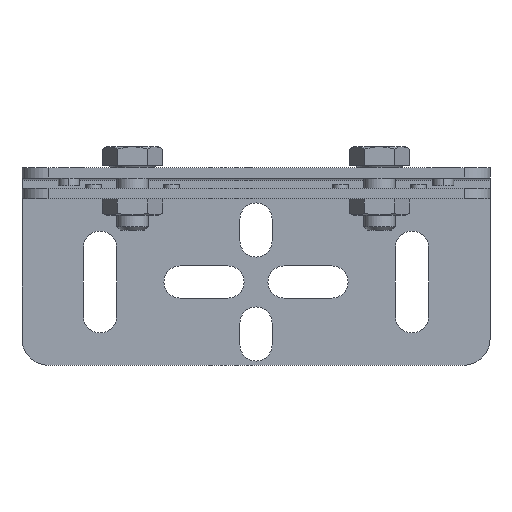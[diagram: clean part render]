
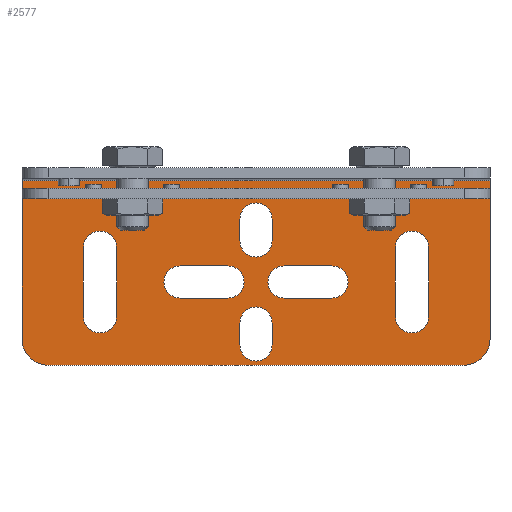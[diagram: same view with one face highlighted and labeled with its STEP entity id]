
A CAD part, front view. The second image highlights one B-rep face of the part: STEP entity #2577.
In plain terms, the highlighted planar face has unit normal (0, -1, 0).
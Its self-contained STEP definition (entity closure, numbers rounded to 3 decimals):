
#65=DIRECTION('',(0.,0.,-1.));
#66=VECTOR('',#65,30.5);
#67=CARTESIAN_POINT('',(-45.,-2.,-2.5));
#68=LINE('',#67,#66);
#69=CARTESIAN_POINT('',(-40.,-2.,-33.));
#70=DIRECTION('',(0.,-1.,0.));
#71=DIRECTION('',(-1.,0.,0.));
#72=AXIS2_PLACEMENT_3D('',#69,#70,#71);
#74=DIRECTION('',(1.,0.,0.));
#75=VECTOR('',#74,90.);
#76=CARTESIAN_POINT('',(-45.,-2.,-2.5));
#77=LINE('',#76,#75);
#78=CARTESIAN_POINT('',(40.,-2.,-33.));
#79=DIRECTION('',(0.,-1.,0.));
#80=DIRECTION('',(0.,0.,-1.));
#81=AXIS2_PLACEMENT_3D('',#78,#79,#80);
#83=CARTESIAN_POINT('',(0.,-2.,-34.1));
#84=DIRECTION('',(0.,-1.,0.));
#85=DIRECTION('',(-1.,0.,0.));
#86=AXIS2_PLACEMENT_3D('',#83,#84,#85);
#88=DIRECTION('',(0.,0.,1.));
#89=VECTOR('',#88,4.2);
#90=CARTESIAN_POINT('',(3.1,-2.,-34.1));
#91=LINE('',#90,#89);
#92=CARTESIAN_POINT('',(0.,-2.,-29.9));
#93=DIRECTION('',(0.,-1.,0.));
#94=DIRECTION('',(1.,0.,0.));
#95=AXIS2_PLACEMENT_3D('',#92,#93,#94);
#97=DIRECTION('',(0.,0.,-1.));
#98=VECTOR('',#97,4.2);
#99=CARTESIAN_POINT('',(-3.1,-2.,-29.9));
#100=LINE('',#99,#98);
#101=CARTESIAN_POINT('',(0.,-2.,-9.9));
#102=DIRECTION('',(0.,-1.,0.));
#103=DIRECTION('',(1.,0.,0.));
#104=AXIS2_PLACEMENT_3D('',#101,#102,#103);
#106=DIRECTION('',(0.,0.,-1.));
#107=VECTOR('',#106,4.2);
#108=CARTESIAN_POINT('',(-3.1,-2.,-9.9));
#109=LINE('',#108,#107);
#110=CARTESIAN_POINT('',(0.,-2.,-14.1));
#111=DIRECTION('',(0.,-1.,0.));
#112=DIRECTION('',(-1.,0.,0.));
#113=AXIS2_PLACEMENT_3D('',#110,#111,#112);
#115=DIRECTION('',(0.,0.,1.));
#116=VECTOR('',#115,4.2);
#117=CARTESIAN_POINT('',(3.1,-2.,-14.1));
#118=LINE('',#117,#116);
#119=CARTESIAN_POINT('',(14.6,-2.,-22.));
#120=DIRECTION('',(0.,-1.,0.));
#121=DIRECTION('',(0.,0.,-1.));
#122=AXIS2_PLACEMENT_3D('',#119,#120,#121);
#124=DIRECTION('',(-1.,0.,0.));
#125=VECTOR('',#124,9.2);
#126=CARTESIAN_POINT('',(14.6,-2.,-18.9));
#127=LINE('',#126,#125);
#128=CARTESIAN_POINT('',(5.4,-2.,-22.));
#129=DIRECTION('',(0.,-1.,0.));
#130=DIRECTION('',(0.,0.,1.));
#131=AXIS2_PLACEMENT_3D('',#128,#129,#130);
#133=DIRECTION('',(1.,0.,0.));
#134=VECTOR('',#133,9.2);
#135=CARTESIAN_POINT('',(5.4,-2.,-25.1));
#136=LINE('',#135,#134);
#137=CARTESIAN_POINT('',(-14.6,-2.,-22.));
#138=DIRECTION('',(0.,-1.,0.));
#139=DIRECTION('',(0.,0.,1.));
#140=AXIS2_PLACEMENT_3D('',#137,#138,#139);
#142=DIRECTION('',(1.,0.,0.));
#143=VECTOR('',#142,9.2);
#144=CARTESIAN_POINT('',(-14.6,-2.,-25.1));
#145=LINE('',#144,#143);
#146=CARTESIAN_POINT('',(-5.4,-2.,-22.));
#147=DIRECTION('',(0.,-1.,0.));
#148=DIRECTION('',(0.,0.,-1.));
#149=AXIS2_PLACEMENT_3D('',#146,#147,#148);
#151=DIRECTION('',(-1.,0.,0.));
#152=VECTOR('',#151,9.2);
#153=CARTESIAN_POINT('',(-5.4,-2.,-18.9));
#154=LINE('',#153,#152);
#155=CARTESIAN_POINT('',(30.,-2.,-28.6));
#156=DIRECTION('',(0.,-1.,0.));
#157=DIRECTION('',(-1.,0.,0.));
#158=AXIS2_PLACEMENT_3D('',#155,#156,#157);
#160=DIRECTION('',(0.,0.,1.));
#161=VECTOR('',#160,13.2);
#162=CARTESIAN_POINT('',(33.2,-2.,-28.6));
#163=LINE('',#162,#161);
#164=CARTESIAN_POINT('',(30.,-2.,-15.4));
#165=DIRECTION('',(0.,-1.,0.));
#166=DIRECTION('',(1.,0.,0.));
#167=AXIS2_PLACEMENT_3D('',#164,#165,#166);
#169=DIRECTION('',(0.,0.,-1.));
#170=VECTOR('',#169,13.2);
#171=CARTESIAN_POINT('',(26.8,-2.,-15.4));
#172=LINE('',#171,#170);
#173=CARTESIAN_POINT('',(-30.,-2.,-28.6));
#174=DIRECTION('',(0.,-1.,0.));
#175=DIRECTION('',(-1.,0.,0.));
#176=AXIS2_PLACEMENT_3D('',#173,#174,#175);
#178=DIRECTION('',(0.,0.,1.));
#179=VECTOR('',#178,13.2);
#180=CARTESIAN_POINT('',(-26.8,-2.,-28.6));
#181=LINE('',#180,#179);
#182=CARTESIAN_POINT('',(-30.,-2.,-15.4));
#183=DIRECTION('',(0.,-1.,0.));
#184=DIRECTION('',(1.,0.,0.));
#185=AXIS2_PLACEMENT_3D('',#182,#183,#184);
#187=DIRECTION('',(0.,0.,-1.));
#188=VECTOR('',#187,13.2);
#189=CARTESIAN_POINT('',(-33.2,-2.,-15.4));
#190=LINE('',#189,#188);
#473=DIRECTION('',(1.,0.,0.));
#474=VECTOR('',#473,80.);
#475=CARTESIAN_POINT('',(-40.,-2.,-38.));
#476=LINE('',#475,#474);
#485=DIRECTION('',(0.,0.,-1.));
#486=VECTOR('',#485,30.5);
#487=CARTESIAN_POINT('',(45.,-2.,-2.5));
#488=LINE('',#487,#486);
#1996=CARTESIAN_POINT('',(-45.,-2.,-2.5));
#1998=VERTEX_POINT('',#1996);
#2004=CARTESIAN_POINT('',(45.,-2.,-2.5));
#2006=VERTEX_POINT('',#2004);
#2007=CARTESIAN_POINT('',(-45.,-2.,-33.));
#2008=CARTESIAN_POINT('',(-40.,-2.,-38.));
#2009=VERTEX_POINT('',#2007);
#2010=VERTEX_POINT('',#2008);
#2019=CARTESIAN_POINT('',(40.,-2.,-38.));
#2020=VERTEX_POINT('',#2019);
#2021=CARTESIAN_POINT('',(45.,-2.,-33.));
#2022=VERTEX_POINT('',#2021);
#2087=CARTESIAN_POINT('',(-3.1,-2.,-34.1));
#2088=CARTESIAN_POINT('',(3.1,-2.,-34.1));
#2089=VERTEX_POINT('',#2087);
#2090=VERTEX_POINT('',#2088);
#2091=CARTESIAN_POINT('',(3.1,-2.,-29.9));
#2092=VERTEX_POINT('',#2091);
#2093=CARTESIAN_POINT('',(-3.1,-2.,-29.9));
#2094=VERTEX_POINT('',#2093);
#2103=CARTESIAN_POINT('',(3.1,-2.,-9.9));
#2104=CARTESIAN_POINT('',(-3.1,-2.,-9.9));
#2105=VERTEX_POINT('',#2103);
#2106=VERTEX_POINT('',#2104);
#2107=CARTESIAN_POINT('',(-3.1,-2.,-14.1));
#2108=VERTEX_POINT('',#2107);
#2109=CARTESIAN_POINT('',(3.1,-2.,-14.1));
#2110=VERTEX_POINT('',#2109);
#2127=CARTESIAN_POINT('',(14.6,-2.,-25.1));
#2128=CARTESIAN_POINT('',(14.6,-2.,-18.9));
#2129=VERTEX_POINT('',#2127);
#2130=VERTEX_POINT('',#2128);
#2131=CARTESIAN_POINT('',(5.4,-2.,-18.9));
#2132=VERTEX_POINT('',#2131);
#2133=CARTESIAN_POINT('',(5.4,-2.,-25.1));
#2134=VERTEX_POINT('',#2133);
#2135=CARTESIAN_POINT('',(-14.6,-2.,-18.9));
#2136=CARTESIAN_POINT('',(-14.6,-2.,-25.1));
#2137=VERTEX_POINT('',#2135);
#2138=VERTEX_POINT('',#2136);
#2139=CARTESIAN_POINT('',(-5.4,-2.,-25.1));
#2140=VERTEX_POINT('',#2139);
#2141=CARTESIAN_POINT('',(-5.4,-2.,-18.9));
#2142=VERTEX_POINT('',#2141);
#2159=CARTESIAN_POINT('',(26.8,-2.,-28.6));
#2160=CARTESIAN_POINT('',(33.2,-2.,-28.6));
#2161=VERTEX_POINT('',#2159);
#2162=VERTEX_POINT('',#2160);
#2163=CARTESIAN_POINT('',(33.2,-2.,-15.4));
#2164=VERTEX_POINT('',#2163);
#2165=CARTESIAN_POINT('',(26.8,-2.,-15.4));
#2166=VERTEX_POINT('',#2165);
#2167=CARTESIAN_POINT('',(-33.2,-2.,-28.6));
#2168=CARTESIAN_POINT('',(-26.8,-2.,-28.6));
#2169=VERTEX_POINT('',#2167);
#2170=VERTEX_POINT('',#2168);
#2171=CARTESIAN_POINT('',(-26.8,-2.,-15.4));
#2172=VERTEX_POINT('',#2171);
#2173=CARTESIAN_POINT('',(-33.2,-2.,-15.4));
#2174=VERTEX_POINT('',#2173);
#2500=CARTESIAN_POINT('',(-45.,-2.,-2.5));
#2501=DIRECTION('',(0.,-1.,0.));
#2502=DIRECTION('',(0.,0.,-1.));
#2503=AXIS2_PLACEMENT_3D('',#2500,#2501,#2502);
#2504=PLANE('',#2503);
#2505=ORIENTED_EDGE('',*,*,#2483,.F.);
#2506=ORIENTED_EDGE('',*,*,#2466,.F.);
#2508=ORIENTED_EDGE('',*,*,#2507,.T.);
#2510=ORIENTED_EDGE('',*,*,#2509,.T.);
#2512=ORIENTED_EDGE('',*,*,#2511,.F.);
#2514=ORIENTED_EDGE('',*,*,#2513,.F.);
#2515=EDGE_LOOP('',(#2505,#2506,#2508,#2510,#2512,#2514));
#2516=FACE_OUTER_BOUND('',#2515,.F.);
#2518=ORIENTED_EDGE('',*,*,#2517,.T.);
#2520=ORIENTED_EDGE('',*,*,#2519,.T.);
#2522=ORIENTED_EDGE('',*,*,#2521,.T.);
#2524=ORIENTED_EDGE('',*,*,#2523,.T.);
#2525=EDGE_LOOP('',(#2518,#2520,#2522,#2524));
#2526=FACE_BOUND('',#2525,.F.);
#2528=ORIENTED_EDGE('',*,*,#2527,.T.);
#2530=ORIENTED_EDGE('',*,*,#2529,.T.);
#2532=ORIENTED_EDGE('',*,*,#2531,.T.);
#2534=ORIENTED_EDGE('',*,*,#2533,.T.);
#2535=EDGE_LOOP('',(#2528,#2530,#2532,#2534));
#2536=FACE_BOUND('',#2535,.F.);
#2538=ORIENTED_EDGE('',*,*,#2537,.T.);
#2540=ORIENTED_EDGE('',*,*,#2539,.T.);
#2542=ORIENTED_EDGE('',*,*,#2541,.T.);
#2544=ORIENTED_EDGE('',*,*,#2543,.T.);
#2545=EDGE_LOOP('',(#2538,#2540,#2542,#2544));
#2546=FACE_BOUND('',#2545,.F.);
#2548=ORIENTED_EDGE('',*,*,#2547,.T.);
#2550=ORIENTED_EDGE('',*,*,#2549,.T.);
#2552=ORIENTED_EDGE('',*,*,#2551,.T.);
#2554=ORIENTED_EDGE('',*,*,#2553,.T.);
#2555=EDGE_LOOP('',(#2548,#2550,#2552,#2554));
#2556=FACE_BOUND('',#2555,.F.);
#2558=ORIENTED_EDGE('',*,*,#2557,.T.);
#2560=ORIENTED_EDGE('',*,*,#2559,.T.);
#2562=ORIENTED_EDGE('',*,*,#2561,.T.);
#2564=ORIENTED_EDGE('',*,*,#2563,.T.);
#2565=EDGE_LOOP('',(#2558,#2560,#2562,#2564));
#2566=FACE_BOUND('',#2565,.F.);
#2568=ORIENTED_EDGE('',*,*,#2567,.T.);
#2570=ORIENTED_EDGE('',*,*,#2569,.T.);
#2572=ORIENTED_EDGE('',*,*,#2571,.T.);
#2574=ORIENTED_EDGE('',*,*,#2573,.T.);
#2575=EDGE_LOOP('',(#2568,#2570,#2572,#2574));
#2576=FACE_BOUND('',#2575,.F.);
#2577=ADVANCED_FACE('',(#2516,#2526,#2536,#2546,#2556,#2566,#2576),#2504,.T.);
#73=CIRCLE('',#72,5.);
#82=CIRCLE('',#81,5.);
#87=CIRCLE('',#86,3.1);
#96=CIRCLE('',#95,3.1);
#105=CIRCLE('',#104,3.1);
#114=CIRCLE('',#113,3.1);
#123=CIRCLE('',#122,3.1);
#132=CIRCLE('',#131,3.1);
#141=CIRCLE('',#140,3.1);
#150=CIRCLE('',#149,3.1);
#159=CIRCLE('',#158,3.2);
#168=CIRCLE('',#167,3.2);
#177=CIRCLE('',#176,3.2);
#186=CIRCLE('',#185,3.2);
#2466=EDGE_CURVE('',#1998,#2009,#68,.T.);
#2483=EDGE_CURVE('',#2009,#2010,#73,.T.);
#2507=EDGE_CURVE('',#1998,#2006,#77,.T.);
#2509=EDGE_CURVE('',#2006,#2022,#488,.T.);
#2511=EDGE_CURVE('',#2020,#2022,#82,.T.);
#2513=EDGE_CURVE('',#2010,#2020,#476,.T.);
#2517=EDGE_CURVE('',#2089,#2090,#87,.T.);
#2519=EDGE_CURVE('',#2090,#2092,#91,.T.);
#2521=EDGE_CURVE('',#2092,#2094,#96,.T.);
#2523=EDGE_CURVE('',#2094,#2089,#100,.T.);
#2527=EDGE_CURVE('',#2105,#2106,#105,.T.);
#2529=EDGE_CURVE('',#2106,#2108,#109,.T.);
#2531=EDGE_CURVE('',#2108,#2110,#114,.T.);
#2533=EDGE_CURVE('',#2110,#2105,#118,.T.);
#2537=EDGE_CURVE('',#2129,#2130,#123,.T.);
#2539=EDGE_CURVE('',#2130,#2132,#127,.T.);
#2541=EDGE_CURVE('',#2132,#2134,#132,.T.);
#2543=EDGE_CURVE('',#2134,#2129,#136,.T.);
#2547=EDGE_CURVE('',#2137,#2138,#141,.T.);
#2549=EDGE_CURVE('',#2138,#2140,#145,.T.);
#2551=EDGE_CURVE('',#2140,#2142,#150,.T.);
#2553=EDGE_CURVE('',#2142,#2137,#154,.T.);
#2557=EDGE_CURVE('',#2161,#2162,#159,.T.);
#2559=EDGE_CURVE('',#2162,#2164,#163,.T.);
#2561=EDGE_CURVE('',#2164,#2166,#168,.T.);
#2563=EDGE_CURVE('',#2166,#2161,#172,.T.);
#2567=EDGE_CURVE('',#2169,#2170,#177,.T.);
#2569=EDGE_CURVE('',#2170,#2172,#181,.T.);
#2571=EDGE_CURVE('',#2172,#2174,#186,.T.);
#2573=EDGE_CURVE('',#2174,#2169,#190,.T.);
